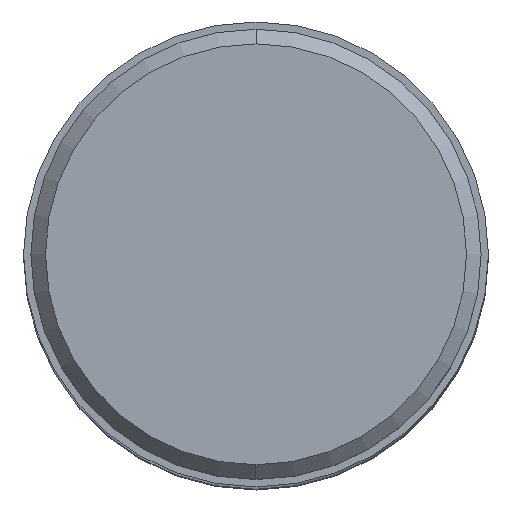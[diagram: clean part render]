
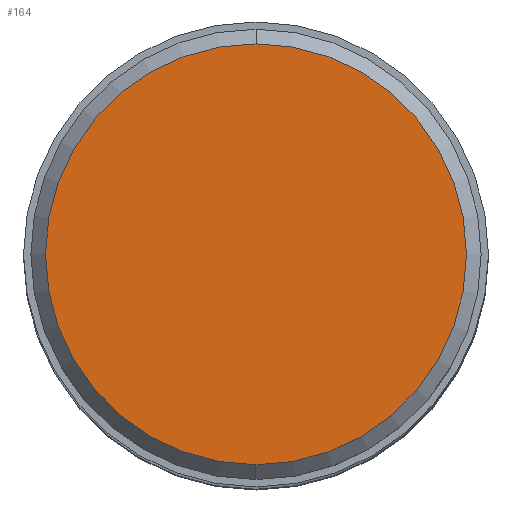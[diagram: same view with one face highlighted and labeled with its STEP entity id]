
A CAD part, top view. The second image highlights one B-rep face of the part: STEP entity #164.
In plain terms, the highlighted planar face has unit normal (0, 0, 1).
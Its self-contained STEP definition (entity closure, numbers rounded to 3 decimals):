
#29=PLANE('',#1161);
#164=ADVANCED_FACE('',(#231),#29,.F.);
#231=FACE_OUTER_BOUND('',#291,.T.);
#291=EDGE_LOOP('',(#504,#505));
#504=ORIENTED_EDGE('',*,*,#729,.T.);
#505=ORIENTED_EDGE('',*,*,#727,.T.);
#611=VERTEX_POINT('',#2651);
#612=VERTEX_POINT('',#2653);
#727=EDGE_CURVE('',#612,#611,#867,.T.);
#729=EDGE_CURVE('',#611,#612,#868,.T.);
#867=CIRCLE('',#1157,14.375);
#868=CIRCLE('',#1159,14.375);
#1157=AXIS2_PLACEMENT_3D('',#2652,#1432,#1433);
#1159=AXIS2_PLACEMENT_3D('',#2656,#1437,#1438);
#1161=AXIS2_PLACEMENT_3D('',#2658,#1441,#1442);
#1432=DIRECTION('',(0.,0.,1.));
#1433=DIRECTION('',(0.,1.,0.));
#1437=DIRECTION('',(0.,0.,1.));
#1438=DIRECTION('',(0.,-1.,0.));
#1441=DIRECTION('',(0.,0.,-1.));
#1442=DIRECTION('',(1.,0.,0.));
#2651=CARTESIAN_POINT('',(0.,-14.375,0.));
#2652=CARTESIAN_POINT('',(0.,0.,0.));
#2653=CARTESIAN_POINT('',(0.,14.375,0.));
#2656=CARTESIAN_POINT('',(0.,0.,0.));
#2658=CARTESIAN_POINT('',(0.,0.,0.));
